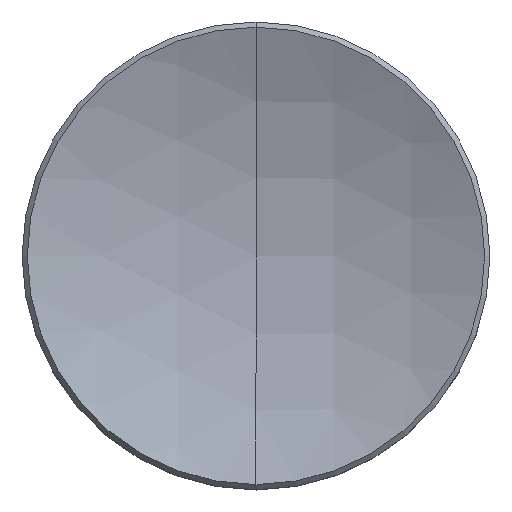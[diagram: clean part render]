
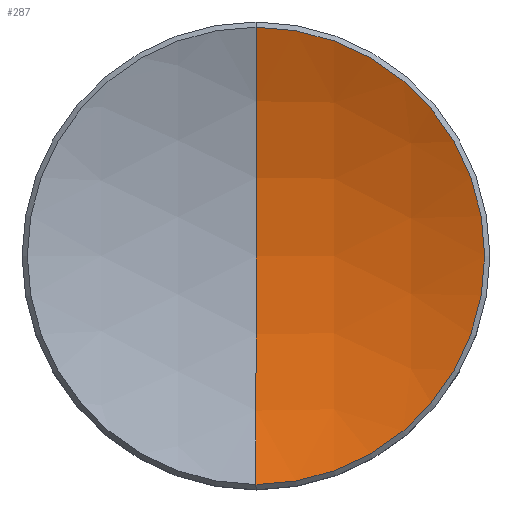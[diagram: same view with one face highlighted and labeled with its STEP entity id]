
A CAD part, top view. The second image highlights one B-rep face of the part: STEP entity #287.
In plain terms, the highlighted spherical face has radius 16.19 mm.
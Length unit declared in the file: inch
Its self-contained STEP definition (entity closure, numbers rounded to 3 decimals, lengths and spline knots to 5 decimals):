
#3 = EDGE_CURVE ( 'NONE', #307, #284, #119, .T. ) ;
#12 = VERTEX_POINT ( 'NONE', #310 ) ;
#22 = EDGE_CURVE ( 'NONE', #307, #12, #37, .T. ) ;
#37 = CIRCLE ( 'NONE', #222, 0.6374 ) ;
#43 = DIRECTION ( 'NONE',  ( 0., 1., 0. ) ) ;
#44 = CARTESIAN_POINT ( 'NONE',  ( 0., 0., 0.67092 ) ) ;
#45 = CARTESIAN_POINT ( 'NONE',  ( 0., 0., 0.67092 ) ) ;
#50 = CARTESIAN_POINT ( 'NONE',  ( 0., 0., 0.03352 ) ) ;
#58 = EDGE_LOOP ( 'NONE', ( #280, #172, #92 ) ) ;
#69 = CARTESIAN_POINT ( 'NONE',  ( 0., 0.24443, 0.08225 ) ) ;
#75 = AXIS2_PLACEMENT_3D ( 'NONE', #102, #122, #265 ) ;
#92 = ORIENTED_EDGE ( 'NONE', *, *, #159, .T. ) ;
#95 = CARTESIAN_POINT ( 'NONE',  ( 0., 0., 0.67092 ) ) ;
#99 = DIRECTION ( 'NONE',  ( -1., 0., 0. ) ) ;
#102 = CARTESIAN_POINT ( 'NONE',  ( 0., 0., 0.08225 ) ) ;
#110 = CIRCLE ( 'NONE', #75, 0.24443 ) ;
#119 = CIRCLE ( 'NONE', #193, 0.6374 ) ;
#122 = DIRECTION ( 'NONE',  ( 0., 0., 1. ) ) ;
#155 = SPHERICAL_SURFACE ( 'NONE', #219, 0.6374 ) ;
#159 = EDGE_CURVE ( 'NONE', #12, #284, #110, .T. ) ;
#164 = FACE_OUTER_BOUND ( 'NONE', #58, .T. ) ;
#172 = ORIENTED_EDGE ( 'NONE', *, *, #22, .T. ) ;
#193 = AXIS2_PLACEMENT_3D ( 'NONE', #44, #217, #296 ) ;
#217 = DIRECTION ( 'NONE',  ( 1., 0., 0. ) ) ;
#219 = AXIS2_PLACEMENT_3D ( 'NONE', #95, #99, #43 ) ;
#222 = AXIS2_PLACEMENT_3D ( 'NONE', #45, #241, #237 ) ;
#237 = DIRECTION ( 'NONE',  ( 0., -1., 0. ) ) ;
#241 = DIRECTION ( 'NONE',  ( -1., 0., 0. ) ) ;
#265 = DIRECTION ( 'NONE',  ( 0., -1., 0. ) ) ;
#280 = ORIENTED_EDGE ( 'NONE', *, *, #3, .F. ) ;
#284 = VERTEX_POINT ( 'NONE', #69 ) ;
#287 = ADVANCED_FACE ( 'NONE', ( #164 ), #155, .F. ) ;
#296 = DIRECTION ( 'NONE',  ( 0., 0., -1. ) ) ;
#307 = VERTEX_POINT ( 'NONE', #50 ) ;
#310 = CARTESIAN_POINT ( 'NONE',  ( 0., -0.24443, 0.08225 ) ) ;
